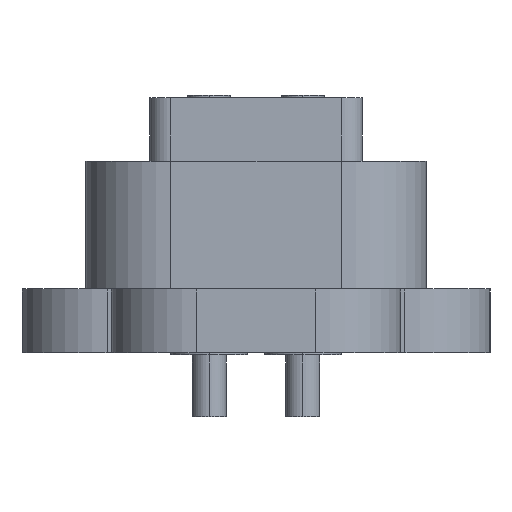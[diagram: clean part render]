
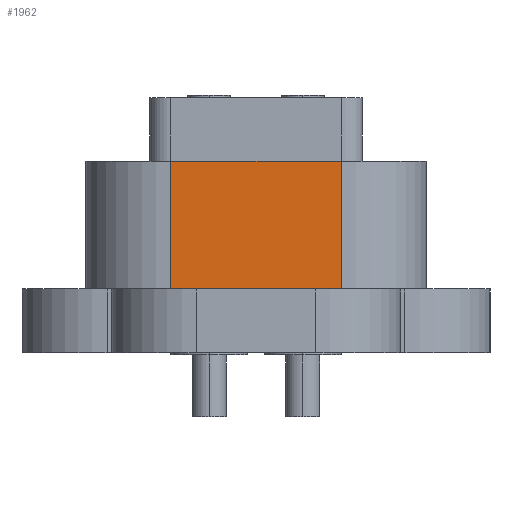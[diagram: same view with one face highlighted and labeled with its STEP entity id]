
A CAD part, left-side view. The second image highlights one B-rep face of the part: STEP entity #1962.
In plain terms, the highlighted planar face has unit normal (-1, 0, 0).
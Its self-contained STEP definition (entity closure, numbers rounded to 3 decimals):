
#1949=AXIS2_PLACEMENT_3D('Plane Axis2P3D',#1946,#1947,#1948) ;
#1185=CARTESIAN_POINT('Vertex',(-17.95,2.,4.5)) ;
#1188=CARTESIAN_POINT('Line Origine',(-17.95,0.,4.5)) ;
#1192=CARTESIAN_POINT('Vertex',(-17.95,-2.,4.5)) ;
#1527=CARTESIAN_POINT('Vertex',(-17.95,-2.,1.5)) ;
#1532=CARTESIAN_POINT('Line Origine',(-17.95,0.,1.5)) ;
#1536=CARTESIAN_POINT('Vertex',(-17.95,2.,1.5)) ;
#1929=CARTESIAN_POINT('Line Origine',(-17.95,-2.,3.)) ;
#1946=CARTESIAN_POINT('Axis2P3D Location',(-17.95,4.,1.5)) ;
#1951=CARTESIAN_POINT('Line Origine',(-17.95,2.,3.)) ;
#1189=DIRECTION('Vector Direction',(0.,-1.,0.)) ;
#1533=DIRECTION('Vector Direction',(0.,-1.,0.)) ;
#1930=DIRECTION('Vector Direction',(0.,0.,1.)) ;
#1947=DIRECTION('Axis2P3D Direction',(-1.,0.,0.)) ;
#1948=DIRECTION('Axis2P3D XDirection',(0.,-1.,0.)) ;
#1952=DIRECTION('Vector Direction',(0.,0.,1.)) ;
#1190=VECTOR('Line Direction',#1189,1.) ;
#1534=VECTOR('Line Direction',#1533,1.) ;
#1931=VECTOR('Line Direction',#1930,1.) ;
#1953=VECTOR('Line Direction',#1952,1.) ;
#1957=ORIENTED_EDGE('',*,*,#1194,.F.) ;
#1958=ORIENTED_EDGE('',*,*,#1955,.F.) ;
#1959=ORIENTED_EDGE('',*,*,#1538,.T.) ;
#1960=ORIENTED_EDGE('',*,*,#1933,.T.) ;
#1962=ADVANCED_FACE('',(#1961),#1950,.T.) ;
#1194=EDGE_CURVE('',#1186,#1193,#1191,.T.) ;
#1538=EDGE_CURVE('',#1537,#1528,#1535,.T.) ;
#1933=EDGE_CURVE('',#1528,#1193,#1932,.T.) ;
#1955=EDGE_CURVE('',#1537,#1186,#1954,.T.) ;
#1956=EDGE_LOOP('',(#1957,#1958,#1959,#1960)) ;
#1961=FACE_OUTER_BOUND('',#1956,.T.) ;
#1191=LINE('Line',#1188,#1190) ;
#1535=LINE('Line',#1532,#1534) ;
#1932=LINE('Line',#1929,#1931) ;
#1954=LINE('Line',#1951,#1953) ;
#1950=PLANE('Plane',#1949) ;
#1186=VERTEX_POINT('',#1185) ;
#1193=VERTEX_POINT('',#1192) ;
#1528=VERTEX_POINT('',#1527) ;
#1537=VERTEX_POINT('',#1536) ;
